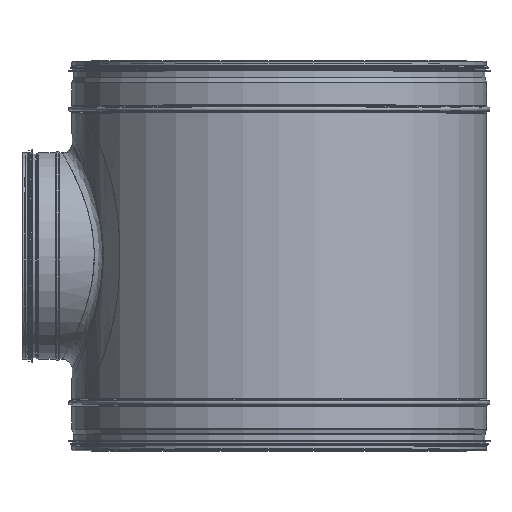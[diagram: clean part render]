
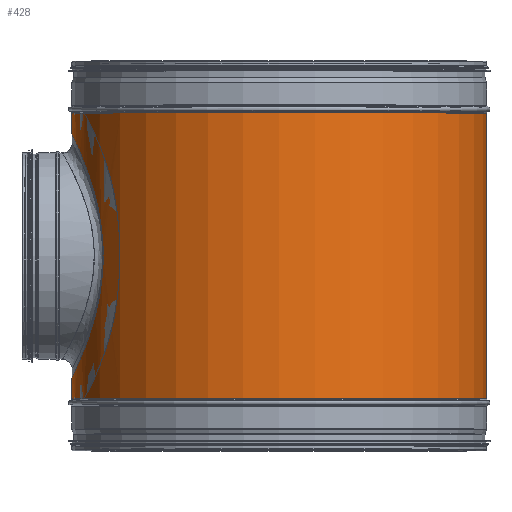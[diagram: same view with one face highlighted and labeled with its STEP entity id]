
A CAD part, top view. The second image highlights one B-rep face of the part: STEP entity #428.
In plain terms, the highlighted cylindrical face has radius 314.35 mm (diameter 628.7 mm), a full revolution.
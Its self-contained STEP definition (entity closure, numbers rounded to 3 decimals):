
#125=CARTESIAN_POINT('',(-267.35,295.,-165.348));
#126=VERTEX_POINT('',#125);
#162=CARTESIAN_POINT('',(-267.35,295.,165.348));
#163=VERTEX_POINT('',#162);
#186=CARTESIAN_POINT('',(-314.35,110.,0.));
#187=VERTEX_POINT('',#186);
#188=CARTESIAN_POINT('',(-267.35,295.,165.348));
#189=CARTESIAN_POINT('',(-267.35,283.92,165.348));
#190=CARTESIAN_POINT('',(-267.913,272.467,164.449));
#191=CARTESIAN_POINT('',(-270.202,249.641,160.661));
#192=CARTESIAN_POINT('',(-271.926,238.268,157.771));
#193=CARTESIAN_POINT('',(-276.234,216.349,150.101));
#194=CARTESIAN_POINT('',(-278.816,205.787,145.314));
#195=CARTESIAN_POINT('',(-284.346,186.07,134.171));
#196=CARTESIAN_POINT('',(-287.29,176.915,127.811));
#197=CARTESIAN_POINT('',(-293.089,160.236,113.9));
#198=CARTESIAN_POINT('',(-296.164,152.14,105.793));
#199=CARTESIAN_POINT('',(-301.989,137.637,87.796));
#200=CARTESIAN_POINT('',(-304.733,131.229,77.904));
#201=CARTESIAN_POINT('',(-308.191,123.39,62.154));
#202=CARTESIAN_POINT('',(-309.236,121.067,56.746));
#203=CARTESIAN_POINT('',(-311.059,117.06,45.711));
#204=CARTESIAN_POINT('',(-311.837,115.376,40.082));
#205=CARTESIAN_POINT('',(-313.089,112.681,28.706));
#206=CARTESIAN_POINT('',(-313.563,111.67,22.958));
#207=CARTESIAN_POINT('',(-314.194,110.33,11.455));
#208=CARTESIAN_POINT('',(-314.35,110.,5.7));
#209=CARTESIAN_POINT('',(-314.35,110.,0.));
#210=B_SPLINE_CURVE_WITH_KNOTS('',3,(#188,#189,#190,#191,#192,#193,#194,#195,#196,#197,#198,#199,#200,#201,#202,#203,#204,#205,#206,#207,#208,#209),.UNSPECIFIED.,.F.,.U.,(4,2,2,2,2,2,2,2,2,2,4),(53.952,57.276,60.599,63.923,67.247,70.667,74.087,75.797,77.507,79.217,80.928),.UNSPECIFIED.);
#211=EDGE_CURVE('',#163,#187,#210,.T.);
#260=CARTESIAN_POINT('',(-314.35,110.,0.));
#261=CARTESIAN_POINT('',(-314.35,110.,-5.7));
#262=CARTESIAN_POINT('',(-314.194,110.33,-11.455));
#263=CARTESIAN_POINT('',(-313.563,111.67,-22.958));
#264=CARTESIAN_POINT('',(-313.089,112.681,-28.706));
#265=CARTESIAN_POINT('',(-311.837,115.376,-40.082));
#266=CARTESIAN_POINT('',(-311.059,117.06,-45.711));
#267=CARTESIAN_POINT('',(-309.236,121.067,-56.746));
#268=CARTESIAN_POINT('',(-308.191,123.39,-62.154));
#269=CARTESIAN_POINT('',(-304.733,131.229,-77.904));
#270=CARTESIAN_POINT('',(-301.989,137.637,-87.796));
#271=CARTESIAN_POINT('',(-296.164,152.14,-105.793));
#272=CARTESIAN_POINT('',(-293.089,160.236,-113.9));
#273=CARTESIAN_POINT('',(-287.29,176.915,-127.811));
#274=CARTESIAN_POINT('',(-284.346,186.07,-134.171));
#275=CARTESIAN_POINT('',(-278.816,205.787,-145.314));
#276=CARTESIAN_POINT('',(-276.234,216.349,-150.101));
#277=CARTESIAN_POINT('',(-271.926,238.268,-157.771));
#278=CARTESIAN_POINT('',(-270.202,249.641,-160.661));
#279=CARTESIAN_POINT('',(-267.913,272.467,-164.449));
#280=CARTESIAN_POINT('',(-267.35,283.92,-165.348));
#281=CARTESIAN_POINT('',(-267.35,295.,-165.348));
#282=B_SPLINE_CURVE_WITH_KNOTS('',3,(#260,#261,#262,#263,#264,#265,#266,#267,#268,#269,#270,#271,#272,#273,#274,#275,#276,#277,#278,#279,#280,#281),.UNSPECIFIED.,.F.,.U.,(4,2,2,2,2,2,2,2,2,2,4),(80.928,82.638,84.348,86.058,87.768,91.188,94.608,97.932,101.256,104.579,107.903),.UNSPECIFIED.);
#283=EDGE_CURVE('',#187,#126,#282,.T.);
#293=CARTESIAN_POINT('',(-314.35,480.0,0.));
#294=VERTEX_POINT('',#293);
#295=CARTESIAN_POINT('',(-314.35,480.0,0.));
#296=CARTESIAN_POINT('',(-314.35,480.0,5.7));
#297=CARTESIAN_POINT('',(-314.194,479.67,11.455));
#298=CARTESIAN_POINT('',(-313.563,478.33,22.958));
#299=CARTESIAN_POINT('',(-313.089,477.319,28.706));
#300=CARTESIAN_POINT('',(-311.837,474.624,40.082));
#301=CARTESIAN_POINT('',(-311.059,472.94,45.711));
#302=CARTESIAN_POINT('',(-309.236,468.933,56.746));
#303=CARTESIAN_POINT('',(-308.191,466.61,62.154));
#304=CARTESIAN_POINT('',(-304.733,458.771,77.904));
#305=CARTESIAN_POINT('',(-301.989,452.363,87.796));
#306=CARTESIAN_POINT('',(-296.164,437.86,105.793));
#307=CARTESIAN_POINT('',(-293.089,429.764,113.9));
#308=CARTESIAN_POINT('',(-287.29,413.085,127.811));
#309=CARTESIAN_POINT('',(-284.346,403.93,134.171));
#310=CARTESIAN_POINT('',(-278.816,384.213,145.314));
#311=CARTESIAN_POINT('',(-276.234,373.651,150.101));
#312=CARTESIAN_POINT('',(-271.926,351.732,157.771));
#313=CARTESIAN_POINT('',(-270.202,340.359,160.661));
#314=CARTESIAN_POINT('',(-267.913,317.533,164.449));
#315=CARTESIAN_POINT('',(-267.35,306.08,165.348));
#316=CARTESIAN_POINT('',(-267.35,295.,165.348));
#317=B_SPLINE_CURVE_WITH_KNOTS('',3,(#295,#296,#297,#298,#299,#300,#301,#302,#303,#304,#305,#306,#307,#308,#309,#310,#311,#312,#313,#314,#315,#316),.UNSPECIFIED.,.F.,.U.,(4,2,2,2,2,2,2,2,2,2,4),(26.976,28.686,30.396,32.106,33.816,37.236,40.656,43.98,47.304,50.628,53.952),.UNSPECIFIED.);
#318=EDGE_CURVE('',#294,#163,#317,.T.);
#320=CARTESIAN_POINT('',(-267.35,295.,-165.348));
#321=CARTESIAN_POINT('',(-267.35,306.08,-165.348));
#322=CARTESIAN_POINT('',(-267.913,317.533,-164.449));
#323=CARTESIAN_POINT('',(-270.202,340.359,-160.661));
#324=CARTESIAN_POINT('',(-271.926,351.732,-157.771));
#325=CARTESIAN_POINT('',(-276.234,373.651,-150.101));
#326=CARTESIAN_POINT('',(-278.816,384.213,-145.314));
#327=CARTESIAN_POINT('',(-284.346,403.93,-134.171));
#328=CARTESIAN_POINT('',(-287.29,413.085,-127.811));
#329=CARTESIAN_POINT('',(-293.089,429.764,-113.9));
#330=CARTESIAN_POINT('',(-296.164,437.86,-105.793));
#331=CARTESIAN_POINT('',(-301.989,452.363,-87.796));
#332=CARTESIAN_POINT('',(-304.733,458.771,-77.904));
#333=CARTESIAN_POINT('',(-308.191,466.61,-62.154));
#334=CARTESIAN_POINT('',(-309.236,468.933,-56.746));
#335=CARTESIAN_POINT('',(-311.059,472.94,-45.711));
#336=CARTESIAN_POINT('',(-311.837,474.624,-40.082));
#337=CARTESIAN_POINT('',(-313.089,477.319,-28.706));
#338=CARTESIAN_POINT('',(-313.563,478.33,-22.958));
#339=CARTESIAN_POINT('',(-314.194,479.67,-11.455));
#340=CARTESIAN_POINT('',(-314.35,480.0,-5.7));
#341=CARTESIAN_POINT('',(-314.35,480.0,0.));
#342=B_SPLINE_CURVE_WITH_KNOTS('',3,(#320,#321,#322,#323,#324,#325,#326,#327,#328,#329,#330,#331,#332,#333,#334,#335,#336,#337,#338,#339,#340,#341),.UNSPECIFIED.,.F.,.U.,(4,2,2,2,2,2,2,2,2,2,4),(0.0,3.324,6.648,9.972,13.296,16.716,20.136,21.846,23.556,25.266,26.976),.UNSPECIFIED.);
#343=EDGE_CURVE('',#126,#294,#342,.T.);
#395=CARTESIAN_POINT('',(0.0,186.75,0.0));
#396=DIRECTION('',(0.0,-1.0,0.0));
#397=DIRECTION('',(1.0,0.0,0.0));
#398=AXIS2_PLACEMENT_3D('',#395,#396,#397);
#399=CYLINDRICAL_SURFACE('',#398,314.35);
#400=CARTESIAN_POINT('',(314.35,511.5,0.0));
#401=VERTEX_POINT('',#400);
#402=CARTESIAN_POINT('',(0.0,511.5,0.0));
#403=DIRECTION('',(0.0,-1.0,0.0));
#404=DIRECTION('',(1.0,0.0,0.0));
#405=AXIS2_PLACEMENT_3D('',#402,#403,#404);
#406=CIRCLE('',#405,314.35);
#407=EDGE_CURVE('',#401,#401,#406,.T.);
#408=ORIENTED_EDGE('',*,*,#407,.T.);
#409=EDGE_LOOP('',(#408));
#410=FACE_OUTER_BOUND('',#409,.T.);
#411=ORIENTED_EDGE('',*,*,#283,.T.);
#412=ORIENTED_EDGE('',*,*,#343,.T.);
#413=ORIENTED_EDGE('',*,*,#318,.T.);
#414=ORIENTED_EDGE('',*,*,#211,.T.);
#415=EDGE_LOOP('',(#411,#412,#413,#414));
#416=FACE_BOUND('',#415,.T.);
#417=CARTESIAN_POINT('',(314.35,78.5,0.0));
#418=VERTEX_POINT('',#417);
#419=CARTESIAN_POINT('',(0.0,78.5,0.0));
#420=DIRECTION('',(0.0,-1.0,0.0));
#421=DIRECTION('',(1.0,0.0,0.0));
#422=AXIS2_PLACEMENT_3D('',#419,#420,#421);
#423=CIRCLE('',#422,314.35);
#424=EDGE_CURVE('',#418,#418,#423,.T.);
#425=ORIENTED_EDGE('',*,*,#424,.F.);
#426=EDGE_LOOP('',(#425));
#427=FACE_BOUND('',#426,.T.);
#428=ADVANCED_FACE('',(#410,#416,#427),#399,.T.);
